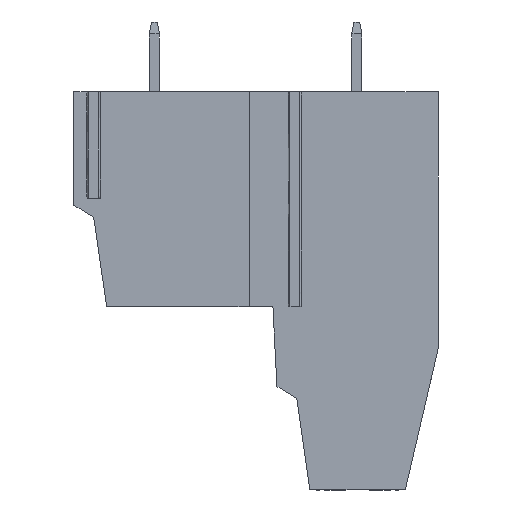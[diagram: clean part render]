
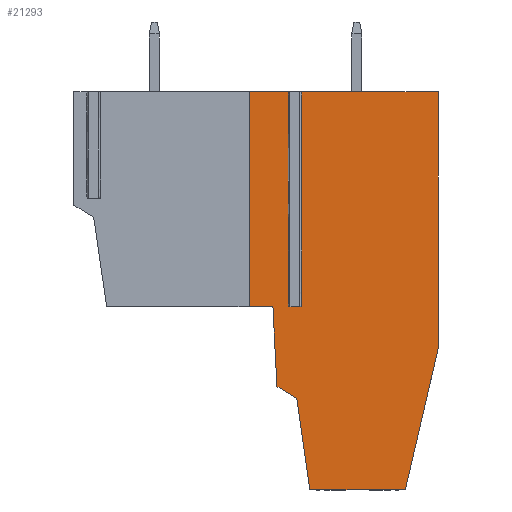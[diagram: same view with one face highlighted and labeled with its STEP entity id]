
A CAD part, left-side view. The second image highlights one B-rep face of the part: STEP entity #21293.
In plain terms, the highlighted free-form (B-spline) face has degree [1, 1] with [2, 2] control points.
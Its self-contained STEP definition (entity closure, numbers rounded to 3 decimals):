
#20691=CARTESIAN_POINT('',(0.,-8.8,0.));
#20692=VERTEX_POINT('',#20691);
#20698=CARTESIAN_POINT('',(0.,-10.776,0.));
#20699=VERTEX_POINT('',#20698);
#20700=CARTESIAN_POINT('',(0.,-8.8,0.));
#20701=CARTESIAN_POINT('',(0.,-10.776,0.));
#20702=B_SPLINE_CURVE_WITH_KNOTS('',1,(#20700,#20701),.POLYLINE_FORM.,.F.,.U.,(2,2),(0.,1.),.UNSPECIFIED.);
#20703=EDGE_CURVE('',#20692,#20699,#20702,.T.);
#20756=CARTESIAN_POINT('',(0.,-11.424,0.));
#20757=VERTEX_POINT('',#20756);
#20766=CARTESIAN_POINT('',(0.,-18.3,0.));
#20767=VERTEX_POINT('',#20766);
#20768=CARTESIAN_POINT('',(0.,-11.424,0.));
#20769=CARTESIAN_POINT('',(0.,-18.3,0.));
#20770=B_SPLINE_CURVE_WITH_KNOTS('',1,(#20768,#20769),.POLYLINE_FORM.,.F.,.U.,(2,2),(0.,1.),.UNSPECIFIED.);
#20771=EDGE_CURVE('',#20757,#20767,#20770,.T.);
#21201=CARTESIAN_POINT('',(0.,-8.8,-10.8));
#21202=VERTEX_POINT('',#21201);
#21208=CARTESIAN_POINT('',(0.,-8.8,0.));
#21209=CARTESIAN_POINT('',(0.,-8.8,-10.8));
#21210=B_SPLINE_CURVE_WITH_KNOTS('',1,(#21208,#21209),.POLYLINE_FORM.,.F.,.U.,(2,2),(0.,1.),.UNSPECIFIED.);
#21211=EDGE_CURVE('',#20692,#21202,#21210,.T.);
#21217=CARTESIAN_POINT('',(0.,38.982,-38.982));
#21218=CARTESIAN_POINT('',(0.,38.982,38.982));
#21219=CARTESIAN_POINT('',(0.,-38.982,-38.982));
#21220=CARTESIAN_POINT('',(0.,-38.982,38.982));
#21221=B_SPLINE_SURFACE_WITH_KNOTS('',1,1,((#21217,#21218),(#21219,#21220)),.PLANE_SURF.,.F.,.F.,.U.,(2,2),(2,2),(0.,1.),(0.,1.),.UNSPECIFIED.);
#21222=CARTESIAN_POINT('',(0.,-10.,-10.8));
#21223=VERTEX_POINT('',#21222);
#21224=CARTESIAN_POINT('',(0.,-10.,-10.8));
#21225=CARTESIAN_POINT('',(0.,-8.8,-10.8));
#21226=B_SPLINE_CURVE_WITH_KNOTS('',1,(#21224,#21225),.POLYLINE_FORM.,.F.,.U.,(2,2),(0.,1.),.UNSPECIFIED.);
#21227=EDGE_CURVE('',#21223,#21202,#21226,.T.);
#21228=ORIENTED_EDGE('',*,*,#21227,.F.);
#21229=CARTESIAN_POINT('',(0.,-10.2,-14.8));
#21230=VERTEX_POINT('',#21229);
#21231=CARTESIAN_POINT('',(0.,-10.2,-14.8));
#21232=CARTESIAN_POINT('',(0.,-10.,-10.8));
#21233=B_SPLINE_CURVE_WITH_KNOTS('',1,(#21231,#21232),.POLYLINE_FORM.,.F.,.U.,(2,2),(0.,1.),.UNSPECIFIED.);
#21234=EDGE_CURVE('',#21230,#21223,#21233,.T.);
#21235=ORIENTED_EDGE('',*,*,#21234,.F.);
#21236=CARTESIAN_POINT('',(0.,-11.2,-15.4));
#21237=VERTEX_POINT('',#21236);
#21238=CARTESIAN_POINT('',(0.,-11.2,-15.4));
#21239=CARTESIAN_POINT('',(0.,-10.2,-14.8));
#21240=B_SPLINE_CURVE_WITH_KNOTS('',1,(#21238,#21239),.POLYLINE_FORM.,.F.,.U.,(2,2),(0.,1.),.UNSPECIFIED.);
#21241=EDGE_CURVE('',#21237,#21230,#21240,.T.);
#21242=ORIENTED_EDGE('',*,*,#21241,.F.);
#21243=CARTESIAN_POINT('',(0.,-11.85,-20.));
#21244=VERTEX_POINT('',#21243);
#21245=CARTESIAN_POINT('',(0.,-11.85,-20.));
#21246=CARTESIAN_POINT('',(0.,-11.2,-15.4));
#21247=B_SPLINE_CURVE_WITH_KNOTS('',1,(#21245,#21246),.POLYLINE_FORM.,.F.,.U.,(2,2),(0.,1.),.UNSPECIFIED.);
#21248=EDGE_CURVE('',#21244,#21237,#21247,.T.);
#21249=ORIENTED_EDGE('',*,*,#21248,.F.);
#21250=CARTESIAN_POINT('',(0.,-16.65,-20.));
#21251=VERTEX_POINT('',#21250);
#21252=CARTESIAN_POINT('',(0.,-16.65,-20.));
#21253=CARTESIAN_POINT('',(0.,-11.85,-20.));
#21254=B_SPLINE_CURVE_WITH_KNOTS('',1,(#21252,#21253),.POLYLINE_FORM.,.F.,.U.,(2,2),(0.,1.),.UNSPECIFIED.);
#21255=EDGE_CURVE('',#21251,#21244,#21254,.T.);
#21256=ORIENTED_EDGE('',*,*,#21255,.F.);
#21257=CARTESIAN_POINT('',(0.,-18.3,-12.9));
#21258=VERTEX_POINT('',#21257);
#21259=CARTESIAN_POINT('',(0.,-18.3,-12.9));
#21260=CARTESIAN_POINT('',(0.,-16.65,-20.));
#21261=B_SPLINE_CURVE_WITH_KNOTS('',1,(#21259,#21260),.POLYLINE_FORM.,.F.,.U.,(2,2),(0.,1.),.UNSPECIFIED.);
#21262=EDGE_CURVE('',#21258,#21251,#21261,.T.);
#21263=ORIENTED_EDGE('',*,*,#21262,.F.);
#21264=CARTESIAN_POINT('',(0.,-18.3,0.));
#21265=CARTESIAN_POINT('',(0.,-18.3,-12.9));
#21266=B_SPLINE_CURVE_WITH_KNOTS('',1,(#21264,#21265),.POLYLINE_FORM.,.F.,.U.,(2,2),(0.,1.),.UNSPECIFIED.);
#21267=EDGE_CURVE('',#20767,#21258,#21266,.T.);
#21268=ORIENTED_EDGE('',*,*,#21267,.F.);
#21269=ORIENTED_EDGE('',*,*,#20771,.F.);
#21270=CARTESIAN_POINT('',(0.,-11.424,-10.8));
#21271=VERTEX_POINT('',#21270);
#21272=CARTESIAN_POINT('',(0.,-11.424,0.));
#21273=CARTESIAN_POINT('',(0.,-11.424,-10.8));
#21274=B_SPLINE_CURVE_WITH_KNOTS('',1,(#21272,#21273),.POLYLINE_FORM.,.F.,.U.,(2,2),(0.,1.),.UNSPECIFIED.);
#21275=EDGE_CURVE('',#20757,#21271,#21274,.T.);
#21276=ORIENTED_EDGE('',*,*,#21275,.T.);
#21277=CARTESIAN_POINT('',(0.,-10.776,-10.8));
#21278=VERTEX_POINT('',#21277);
#21279=CARTESIAN_POINT('',(0.,-11.424,-10.8));
#21280=CARTESIAN_POINT('',(0.,-10.776,-10.8));
#21281=B_SPLINE_CURVE_WITH_KNOTS('',1,(#21279,#21280),.POLYLINE_FORM.,.F.,.U.,(2,2),(0.,1.),.UNSPECIFIED.);
#21282=EDGE_CURVE('',#21271,#21278,#21281,.T.);
#21283=ORIENTED_EDGE('',*,*,#21282,.T.);
#21284=CARTESIAN_POINT('',(0.,-10.776,-10.8));
#21285=CARTESIAN_POINT('',(0.,-10.776,0.));
#21286=B_SPLINE_CURVE_WITH_KNOTS('',1,(#21284,#21285),.POLYLINE_FORM.,.F.,.U.,(2,2),(0.,1.),.UNSPECIFIED.);
#21287=EDGE_CURVE('',#21278,#20699,#21286,.T.);
#21288=ORIENTED_EDGE('',*,*,#21287,.T.);
#21289=ORIENTED_EDGE('',*,*,#20703,.F.);
#21290=ORIENTED_EDGE('',*,*,#21211,.T.);
#21291=EDGE_LOOP('',(#21228,#21235,#21242,#21249,#21256,#21263,#21268,#21269,#21276,#21283,#21288,#21289,#21290));
#21292=FACE_OUTER_BOUND('',#21291,.T.);
#21293=ADVANCED_FACE('',(#21292),#21221,.T.);
